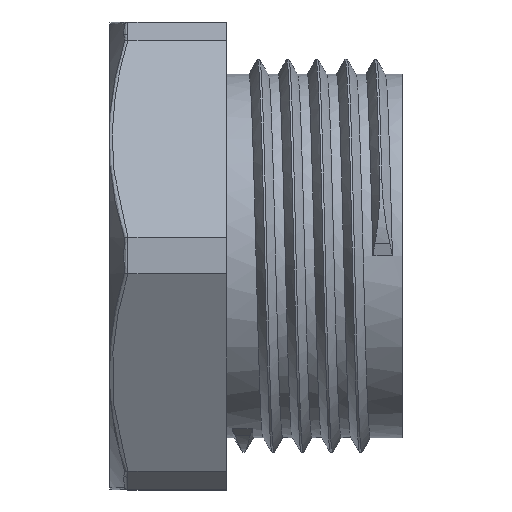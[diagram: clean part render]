
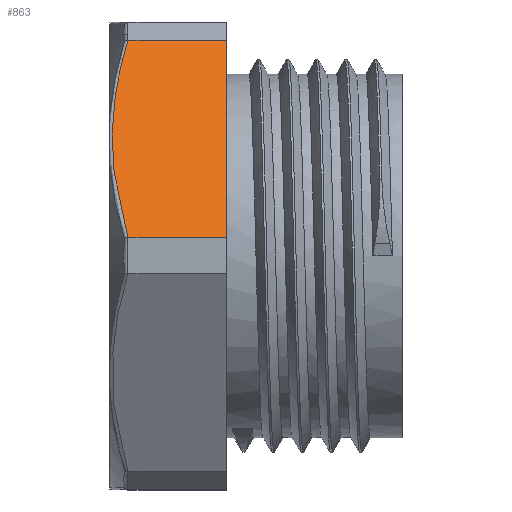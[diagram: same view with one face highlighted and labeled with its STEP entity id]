
A CAD part, top view. The second image highlights one B-rep face of the part: STEP entity #863.
In plain terms, the highlighted planar face has unit normal (0, 0.5, 0.866).
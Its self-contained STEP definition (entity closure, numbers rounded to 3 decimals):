
#58=B_SPLINE_CURVE_WITH_KNOTS('',3,(#1604,#1605,#1606,#1607,#1608),
 .UNSPECIFIED.,.F.,.F.,(4,1,4),(0.149,0.825,1.333),
 .UNSPECIFIED.);
#102=LINE('',#1540,#135);
#104=LINE('',#1632,#137);
#105=LINE('',#1633,#138);
#135=VECTOR('',#1075,10.);
#137=VECTOR('',#1089,10.);
#138=VECTOR('',#1090,10.);
#162=PLANE('',#944);
#191=FACE_OUTER_BOUND('',#244,.T.);
#244=EDGE_LOOP('',(#655,#656,#657,#658));
#381=VERTEX_POINT('',#1537);
#382=VERTEX_POINT('',#1539);
#387=VERTEX_POINT('',#1602);
#390=VERTEX_POINT('',#1631);
#484=EDGE_CURVE('',#381,#382,#102,.T.);
#491=EDGE_CURVE('',#387,#381,#58,.T.);
#495=EDGE_CURVE('',#390,#387,#104,.T.);
#496=EDGE_CURVE('',#382,#390,#105,.T.);
#655=ORIENTED_EDGE('',*,*,#491,.F.);
#656=ORIENTED_EDGE('',*,*,#495,.F.);
#657=ORIENTED_EDGE('',*,*,#496,.F.);
#658=ORIENTED_EDGE('',*,*,#484,.F.);
#863=ADVANCED_FACE('',(#191),#162,.F.);
#944=AXIS2_PLACEMENT_3D('',#1630,#1087,#1088);
#1075=DIRECTION('',(1.,0.,0.));
#1087=DIRECTION('center_axis',(0.,-0.5,
-0.866));
#1088=DIRECTION('ref_axis',(0.,0.866,-0.5));
#1089=DIRECTION('',(-1.,0.,0.));
#1090=DIRECTION('',(0.,-0.866,0.5));
#1537=CARTESIAN_POINT('',(-14.074,11.066,7.467));
#1539=CARTESIAN_POINT('',(-9.,11.066,7.467));
#1540=CARTESIAN_POINT('',(-12.,11.066,7.467));
#1602=CARTESIAN_POINT('',(-14.074,0.934,13.317));
#1604=CARTESIAN_POINT('Ctrl Pts',(-14.074,0.934,13.317));
#1605=CARTESIAN_POINT('Ctrl Pts',(-14.648,2.823,12.226));
#1606=CARTESIAN_POINT('Ctrl Pts',(-15.195,6.252,10.247));
#1607=CARTESIAN_POINT('Ctrl Pts',(-14.505,9.649,8.285));
#1608=CARTESIAN_POINT('Ctrl Pts',(-14.074,11.066,7.467));
#1630=CARTESIAN_POINT('Origin',(-15.,0.934,13.317));
#1631=CARTESIAN_POINT('',(-9.,0.934,13.317));
#1632=CARTESIAN_POINT('',(-12.,0.934,13.317));
#1633=CARTESIAN_POINT('',(-9.,6.965,9.835));
